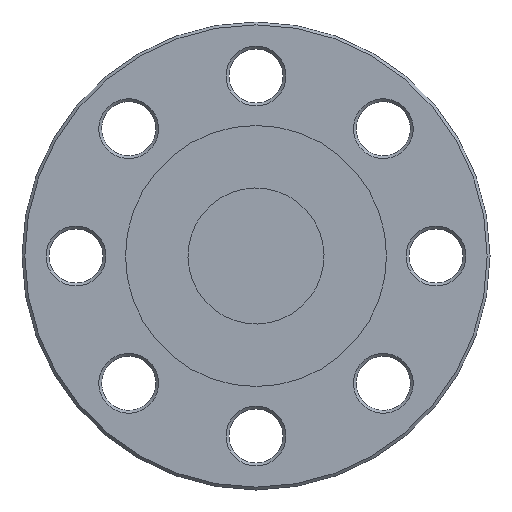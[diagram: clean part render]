
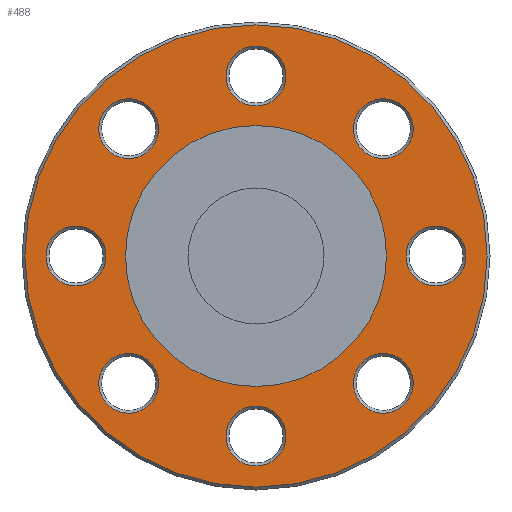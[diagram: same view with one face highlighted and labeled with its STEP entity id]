
A CAD part, front view. The second image highlights one B-rep face of the part: STEP entity #488.
In plain terms, the highlighted planar face has unit normal (0, -1, 0).
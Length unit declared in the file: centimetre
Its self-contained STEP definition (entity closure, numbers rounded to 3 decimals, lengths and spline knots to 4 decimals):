
#33=PLANE('',#531);
#40=FACE_BOUND('',#132,.T.);
#41=FACE_BOUND('',#133,.T.);
#42=FACE_BOUND('',#134,.T.);
#43=FACE_BOUND('',#135,.T.);
#44=FACE_BOUND('',#136,.T.);
#45=FACE_BOUND('',#137,.T.);
#46=FACE_BOUND('',#138,.T.);
#47=FACE_BOUND('',#139,.T.);
#48=FACE_BOUND('',#140,.T.);
#92=FACE_OUTER_BOUND('',#131,.T.);
#131=EDGE_LOOP('',(#351));
#132=EDGE_LOOP('',(#352));
#133=EDGE_LOOP('',(#353));
#134=EDGE_LOOP('',(#354));
#135=EDGE_LOOP('',(#355));
#136=EDGE_LOOP('',(#356));
#137=EDGE_LOOP('',(#357));
#138=EDGE_LOOP('',(#358));
#139=EDGE_LOOP('',(#359));
#140=EDGE_LOOP('',(#360));
#217=CIRCLE('',#530,1.055);
#218=CIRCLE('',#532,8.155);
#219=CIRCLE('',#533,1.055);
#220=CIRCLE('',#534,1.055);
#221=CIRCLE('',#535,1.055);
#222=CIRCLE('',#536,1.055);
#223=CIRCLE('',#537,4.605);
#224=CIRCLE('',#538,1.055);
#225=CIRCLE('',#539,1.055);
#226=CIRCLE('',#540,1.055);
#261=VERTEX_POINT('',#779);
#262=VERTEX_POINT('',#782);
#263=VERTEX_POINT('',#784);
#264=VERTEX_POINT('',#786);
#265=VERTEX_POINT('',#788);
#266=VERTEX_POINT('',#790);
#267=VERTEX_POINT('',#792);
#268=VERTEX_POINT('',#794);
#269=VERTEX_POINT('',#796);
#270=VERTEX_POINT('',#798);
#305=EDGE_CURVE('',#261,#261,#217,.T.);
#306=EDGE_CURVE('',#262,#262,#218,.T.);
#307=EDGE_CURVE('',#263,#263,#219,.T.);
#308=EDGE_CURVE('',#264,#264,#220,.T.);
#309=EDGE_CURVE('',#265,#265,#221,.T.);
#310=EDGE_CURVE('',#266,#266,#222,.T.);
#311=EDGE_CURVE('',#267,#267,#223,.T.);
#312=EDGE_CURVE('',#268,#268,#224,.T.);
#313=EDGE_CURVE('',#269,#269,#225,.T.);
#314=EDGE_CURVE('',#270,#270,#226,.T.);
#351=ORIENTED_EDGE('',*,*,#306,.F.);
#352=ORIENTED_EDGE('',*,*,#307,.F.);
#353=ORIENTED_EDGE('',*,*,#308,.F.);
#354=ORIENTED_EDGE('',*,*,#309,.F.);
#355=ORIENTED_EDGE('',*,*,#310,.F.);
#356=ORIENTED_EDGE('',*,*,#311,.F.);
#357=ORIENTED_EDGE('',*,*,#312,.F.);
#358=ORIENTED_EDGE('',*,*,#313,.F.);
#359=ORIENTED_EDGE('',*,*,#314,.F.);
#360=ORIENTED_EDGE('',*,*,#305,.F.);
#488=ADVANCED_FACE('',(#92,#40,#41,#42,#43,#44,#45,#46,#47,#48),#33,.T.);
#530=AXIS2_PLACEMENT_3D('',#780,#619,#620);
#531=AXIS2_PLACEMENT_3D('',#781,#621,#622);
#532=AXIS2_PLACEMENT_3D('',#783,#623,#624);
#533=AXIS2_PLACEMENT_3D('',#785,#625,#626);
#534=AXIS2_PLACEMENT_3D('',#787,#627,#628);
#535=AXIS2_PLACEMENT_3D('',#789,#629,#630);
#536=AXIS2_PLACEMENT_3D('',#791,#631,#632);
#537=AXIS2_PLACEMENT_3D('',#793,#633,#634);
#538=AXIS2_PLACEMENT_3D('',#795,#635,#636);
#539=AXIS2_PLACEMENT_3D('',#797,#637,#638);
#540=AXIS2_PLACEMENT_3D('',#799,#639,#640);
#619=DIRECTION('center_axis',(0.,-1.,0.));
#620=DIRECTION('ref_axis',(0.707,0.,0.707));
#621=DIRECTION('center_axis',(0.,-1.,0.));
#622=DIRECTION('ref_axis',(0.,0.,-1.));
#623=DIRECTION('center_axis',(0.,1.,0.));
#624=DIRECTION('ref_axis',(-1.,0.,0.));
#625=DIRECTION('center_axis',(0.,-1.,0.));
#626=DIRECTION('ref_axis',(0.,0.,1.));
#627=DIRECTION('center_axis',(0.,-1.,0.));
#628=DIRECTION('ref_axis',(-1.,0.,0.));
#629=DIRECTION('center_axis',(0.,-1.,0.));
#630=DIRECTION('ref_axis',(0.,0.,-1.));
#631=DIRECTION('center_axis',(0.,-1.,0.));
#632=DIRECTION('ref_axis',(1.,0.,0.));
#633=DIRECTION('center_axis',(0.,-1.,0.));
#634=DIRECTION('ref_axis',(1.,0.,0.));
#635=DIRECTION('center_axis',(0.,-1.,0.));
#636=DIRECTION('ref_axis',(0.707,0.,-0.707));
#637=DIRECTION('center_axis',(0.,-1.,0.));
#638=DIRECTION('ref_axis',(-0.707,0.,-0.707));
#639=DIRECTION('center_axis',(0.,-1.,0.));
#640=DIRECTION('ref_axis',(-0.707,0.,0.707));
#779=CARTESIAN_POINT('',(-5.2361,0.16,3.7441));
#780=CARTESIAN_POINT('Origin',(-4.4901,0.16,4.4901));
#781=CARTESIAN_POINT('Origin',(6.43,0.16,0.));
#782=CARTESIAN_POINT('',(8.155,0.16,0.));
#783=CARTESIAN_POINT('Origin',(0.,0.16,0.));
#784=CARTESIAN_POINT('',(-6.35,0.16,-1.055));
#785=CARTESIAN_POINT('Origin',(-6.35,0.16,0.));
#786=CARTESIAN_POINT('',(1.055,0.16,-6.35));
#787=CARTESIAN_POINT('Origin',(0.,0.16,-6.35));
#788=CARTESIAN_POINT('',(6.35,0.16,1.055));
#789=CARTESIAN_POINT('Origin',(6.35,0.16,0.));
#790=CARTESIAN_POINT('',(-1.055,0.16,6.35));
#791=CARTESIAN_POINT('Origin',(0.,0.16,6.35));
#792=CARTESIAN_POINT('',(4.605,0.16,0.));
#793=CARTESIAN_POINT('Origin',(0.,0.16,0.));
#794=CARTESIAN_POINT('',(3.7441,0.16,5.2361));
#795=CARTESIAN_POINT('Origin',(4.4901,0.16,4.4901));
#796=CARTESIAN_POINT('',(5.2361,0.16,-3.7441));
#797=CARTESIAN_POINT('Origin',(4.4901,0.16,-4.4901));
#798=CARTESIAN_POINT('',(-3.7441,0.16,-5.2361));
#799=CARTESIAN_POINT('Origin',(-4.4901,0.16,-4.4901));
